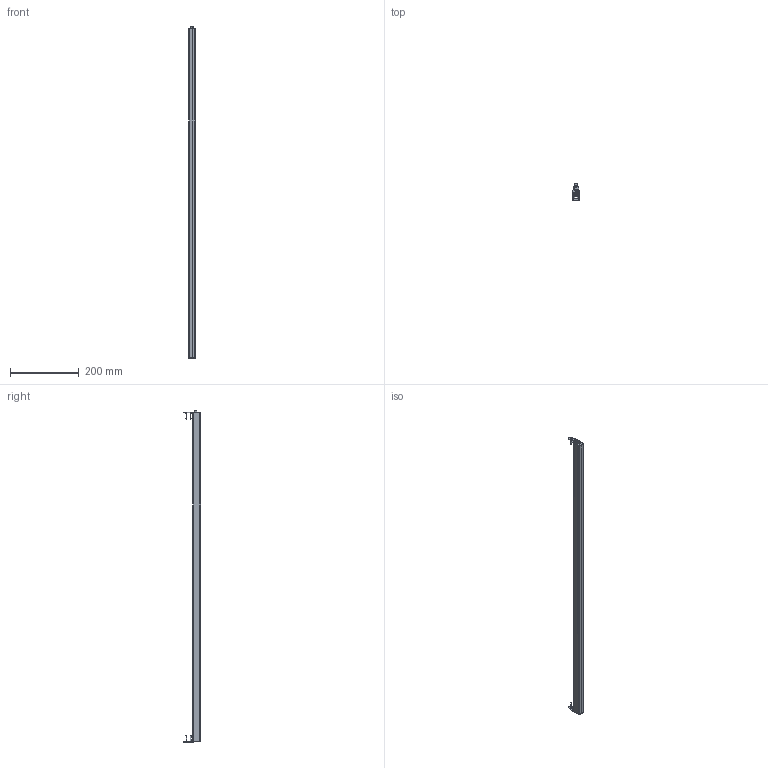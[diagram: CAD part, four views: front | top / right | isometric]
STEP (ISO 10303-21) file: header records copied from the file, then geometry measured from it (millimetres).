
FILE_DESCRIPTION (( 'STEP AP203' ), '1' );
FILE_NAME ('MF 960 plus.STEP', '2025-02-28T12:39:31', ( '' ), ( '' ), 'SwSTEP 2.0', 'SolidWorks 2023', '' );
FILE_SCHEMA (( 'CONFIG_CONTROL_DESIGN' ));
Length unit declared in the file: millimetre
Products named in the file (6): Betätigungsteil_20; Aussengehäuse MF; MF 960 plus; Schraube d3x20_01; Haltewinkel 20_900242 Haltewinkel MF Metall; Innengeometrie_20_plus
Assembly tree (9 placements, depth 2):
  MF 960 plus
    Aussengehäuse MF
    Innengeometrie_20_plus
    Betätigungsteil_20
    Haltewinkel 20_900242 Haltewinkel MF Metall  x2
    Schraube d3x20_01  x4
Bounding box: 20 x 50.32 x 967 mm (x, y, z)
Volume: 242822.1 mm3; surface area: 254121.6 mm2
Topology: 24 solids, 24 shells, 1177 faces, 3265 edges, 2164 vertices
Faces by surface type: plane 549, bspline 502, cylinder 100, cone 24, torus 2
Entity records: 47135 total; most frequent: CARTESIAN_POINT 26445, ORIENTED_EDGE 4884, DIRECTION 2714, EDGE_CURVE 2442, VERTEX_POINT 1625, LINE 1520, VECTOR 1520, EDGE_LOOP 975
